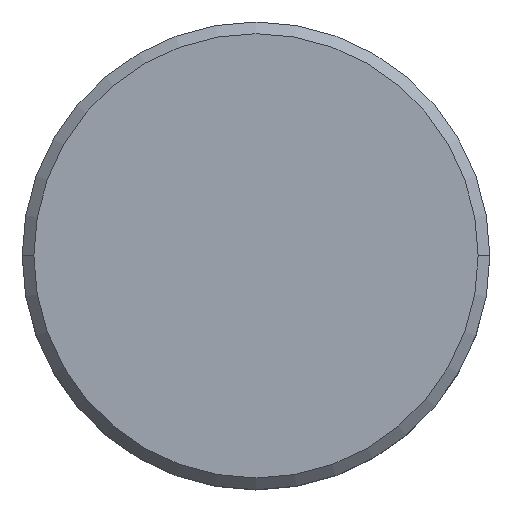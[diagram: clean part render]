
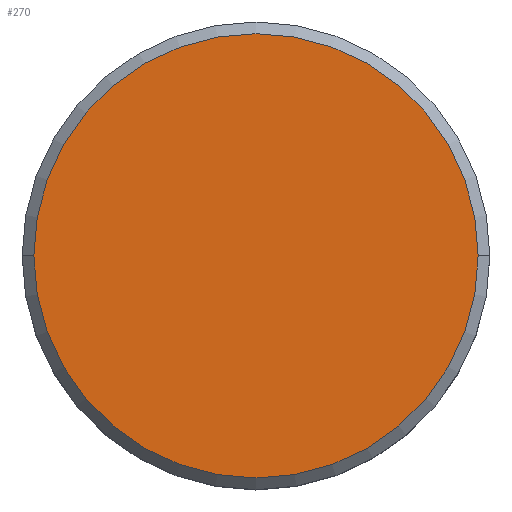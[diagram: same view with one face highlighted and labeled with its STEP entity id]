
A CAD part, top view. The second image highlights one B-rep face of the part: STEP entity #270.
In plain terms, the highlighted planar face has unit normal (0, 0, 1).
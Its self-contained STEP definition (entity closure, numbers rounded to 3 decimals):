
#23 = EDGE_LOOP ( 'NONE', ( #81, #364 ) ) ;
#24 = CARTESIAN_POINT ( 'NONE',  ( -9.5, 0., 0. ) ) ;
#26 = CARTESIAN_POINT ( 'NONE',  ( 9.5, 0., 0. ) ) ;
#27 = PLANE ( 'NONE',  #420 ) ;
#28 = CIRCLE ( 'NONE', #86, 9.5 ) ;
#48 = CARTESIAN_POINT ( 'NONE',  ( 0., 0., 0. ) ) ;
#52 = AXIS2_PLACEMENT_3D ( 'NONE', #48, #182, #319 ) ;
#81 = ORIENTED_EDGE ( 'NONE', *, *, #426, .T. ) ;
#86 = AXIS2_PLACEMENT_3D ( 'NONE', #156, #235, #341 ) ;
#90 = DIRECTION ( 'NONE',  ( 1., 0., 0. ) ) ;
#156 = CARTESIAN_POINT ( 'NONE',  ( 0., 0., 0. ) ) ;
#182 = DIRECTION ( 'NONE',  ( 0., 0., 1. ) ) ;
#233 = VERTEX_POINT ( 'NONE', #24 ) ;
#235 = DIRECTION ( 'NONE',  ( 0., 0., 1. ) ) ;
#254 = CIRCLE ( 'NONE', #52, 9.5 ) ;
#266 = CARTESIAN_POINT ( 'NONE',  ( 0., 0., 0. ) ) ;
#270 = ADVANCED_FACE ( 'NONE', ( #335 ), #27, .T. ) ;
#288 = EDGE_CURVE ( 'NONE', #406, #233, #254, .T. ) ;
#319 = DIRECTION ( 'NONE',  ( 1., 0., 0. ) ) ;
#335 = FACE_OUTER_BOUND ( 'NONE', #23, .T. ) ;
#341 = DIRECTION ( 'NONE',  ( 1., 0., 0. ) ) ;
#364 = ORIENTED_EDGE ( 'NONE', *, *, #288, .T. ) ;
#406 = VERTEX_POINT ( 'NONE', #26 ) ;
#416 = DIRECTION ( 'NONE',  ( 0., 0., 1. ) ) ;
#420 = AXIS2_PLACEMENT_3D ( 'NONE', #266, #416, #90 ) ;
#426 = EDGE_CURVE ( 'NONE', #233, #406, #28, .T. ) ;
